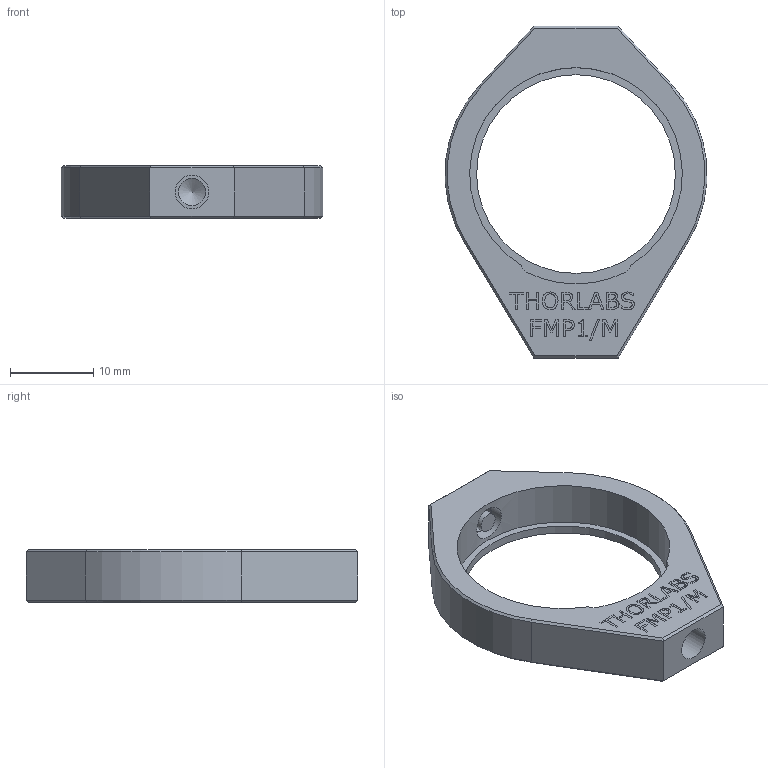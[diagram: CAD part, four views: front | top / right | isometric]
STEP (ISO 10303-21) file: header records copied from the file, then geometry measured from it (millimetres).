
FILE_DESCRIPTION(/* description */ (''),/* implementation_level */ '2;1');
FILE_NAME(/* name */ 'FMP1_M.step',/* time_stamp */ '2024-06-17T21:40:15-04:00',/* author */ (''),/* organization */ (''),/* preprocessor_version */ 'ST-DEVELOPER v20',/* originating_system */ 'Autodesk Translation Framework v12.20.1.177',/* authorisation */ '');
FILE_SCHEMA (('AUTOMOTIVE_DESIGN { 1 0 10303 214 3 1 1 }'));
Length unit declared in the file: inch
Products named in the file (1): FMP1_M-Solidworks
Bounding box: 31.44 x 39.88 x 6.35 mm (x, y, z)
Volume: 2556.1 mm3; surface area: 2374.8 mm2
Topology: 2 solids, 2 shells, 255 faces, 659 edges, 431 vertices
Faces by surface type: plane 177, bspline 58, cylinder 12, cone 8
Full cylindrical faces by diameter (mm): 2.381 x1, 3.3 x1, 4 x1, 4.166 x2, 23.876 x1
Entity records: 10302 total; most frequent: CARTESIAN_POINT 4134, ORIENTED_EDGE 1316, DIRECTION 966, EDGE_CURVE 658, LINE 510, VECTOR 510, VERTEX_POINT 431, EDGE_LOOP 283
